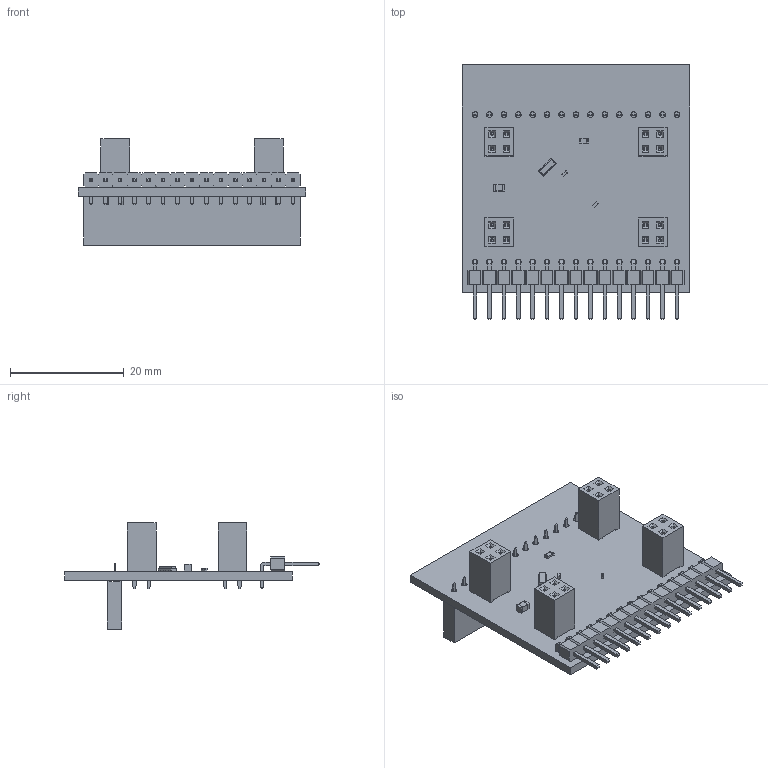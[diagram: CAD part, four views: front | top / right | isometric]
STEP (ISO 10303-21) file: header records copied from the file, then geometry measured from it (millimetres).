
FILE_DESCRIPTION(('KiCad electronic assembly'),'2;1');
FILE_NAME('comm_v0p6_toprow.step','2025-07-22T17:45:57',('Pcbnew'),( 'Kicad'),'Open CASCADE STEP processor 7.9','KiCad to STEP converter' ,'Unknown');
FILE_SCHEMA(('AUTOMOTIVE_DESIGN { 1 0 10303 214 1 1 1 1 }'));
Length unit declared in the file: millimetre
Products named in the file (9): comm_v0p6_toprow 1; C_0805_2012Metric; PinSocket_2x02_P2.54mm_Vertical; R_0603_1608Metric; PinHeader_1x15_P2.54mm_Horizontal; C_0402_1005Metric; Resonator_SMD_Murata_CSTxExxV-3Pin_3.0x1.1mm; PinSocket_1x15_P2.54mm_Vertical; comm_v0p6_PCB
Assembly tree (12 placements, depth 2):
  comm_v0p6_toprow 1
    C_0805_2012Metric
    PinSocket_2x02_P2.54mm_Vertical  x4
    R_0603_1608Metric
    PinHeader_1x15_P2.54mm_Horizontal
    C_0402_1005Metric  x2
    Resonator_SMD_Murata_CSTxExxV-3Pin_3.0x1.1mm
    PinSocket_1x15_P2.54mm_Vertical
    comm_v0p6_PCB
Bounding box: 40 x 44.74 x 18.68 mm (x, y, z)
Volume: 4281.1 mm3; surface area: 7032.8 mm2
Topology: 12 solids, 12 shells, 1513 faces, 3889 edges, 2498 vertices
Faces by surface type: plane 1404, cylinder 109
Full cylindrical faces by diameter (mm): 1 x46
Entity records: 44179 total; most frequent: CARTESIAN_POINT 5959, ORIENTED_EDGE 5858, DIRECTION 5431, EDGE_CURVE 2929, LINE 2739, VECTOR 2739, VERTEX_POINT 1874, AXIS2_PLACEMENT_3D 1346
